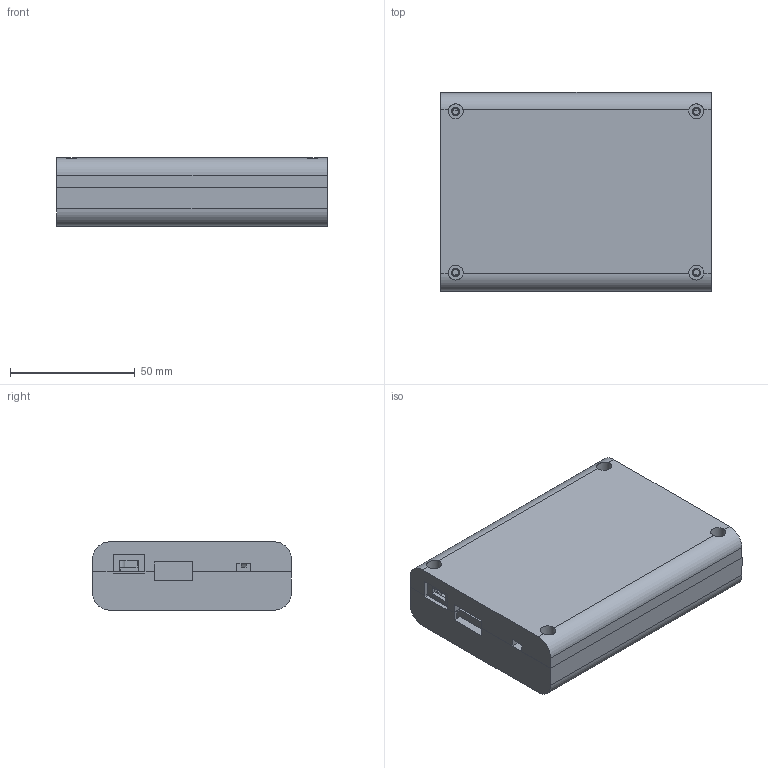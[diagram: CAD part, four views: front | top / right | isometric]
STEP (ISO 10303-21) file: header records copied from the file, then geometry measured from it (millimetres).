
FILE_DESCRIPTION(/* description */ (''),/* implementation_level */ '2;1');
FILE_NAME(/* name */ 'Anker_Blue_1L_injection 6-1 19-11-22 v30.step',/* time_stamp */ '2019-11-23T10:33:56-07:00',/* author */ (''),/* organization */ (''),/* preprocessor_version */ 'ST-DEVELOPER v18',/* originating_system */ 'Autodesk Translation Framework v8.12.0.6',/* authorisation */ '');
FILE_SCHEMA (('AUTOMOTIVE_DESIGN { 1 0 10303 214 3 1 1 }'));
Length unit declared in the file: millimetre
Products named in the file (2): Anker_Blue_1L_injection; Case HS Blue
Assembly tree (1 placements, depth 2):
  Anker_Blue_1L_injection
    Case HS Blue
Bounding box: 108.42 x 79.74 x 27.35 mm (x, y, z)
Volume: 54068.3 mm3; surface area: 60543.7 mm2
Topology: 2 solids, 2 shells, 1085 faces, 3020 edges, 2004 vertices
Faces by surface type: plane 650, bspline 323, cylinder 102, cone 8, torus 2
Full cylindrical faces by diameter (mm): 2.1 x1, 2.55 x4, 2.8 x5, 3.4 x4, 6 x6
Entity records: 37795 total; most frequent: CARTESIAN_POINT 11902, ORIENTED_EDGE 6040, DIRECTION 4131, EDGE_CURVE 3020, LINE 2093, VECTOR 2093, VERTEX_POINT 2004, EDGE_LOOP 1172
